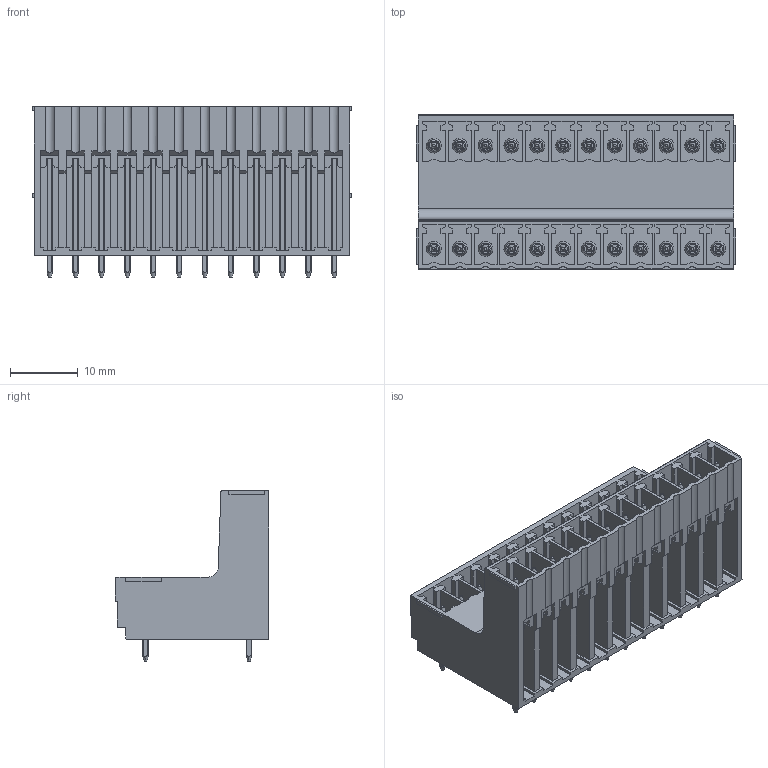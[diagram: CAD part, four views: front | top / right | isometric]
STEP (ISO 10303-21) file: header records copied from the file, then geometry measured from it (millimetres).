
FILE_DESCRIPTION(('CATIA V5 STEP Exchange','CAx-IF Rec.Pracs.--- Model Styling and Organization---1.2---2011-12-15'),'2;1');
FILE_NAME ('D1447340_0_1035580000_1035580000.stp','2018-10-13T11:14:39+00:00',('none'),('Weidmueller'),'CATIA Version 5-6 Release 2014','CATIA V5 STEP AP214','none');
FILE_SCHEMA(('AUTOMOTIVE_DESIGN { 1 0 10303 214 1 1 1 1 }'));
Length unit declared in the file: millimetre
Products named in the file (1): 1035580000
Bounding box: 47.11 x 22.7 x 25.1 mm (x, y, z)
Volume: 9682.7 mm3; surface area: 10730.6 mm2
Topology: 25 solids, 25 shells, 1382 faces, 3830 edges, 2546 vertices
Faces by surface type: plane 907, cylinder 283, cone 144, torus 48
Entity records: 44995 total; most frequent: CARTESIAN_POINT 13391, ORIENTED_EDGE 7660, DIRECTION 4622, EDGE_CURVE 3830, VECTOR 2676, LINE 2676, VERTEX_POINT 2546, EDGE_LOOP 1502
